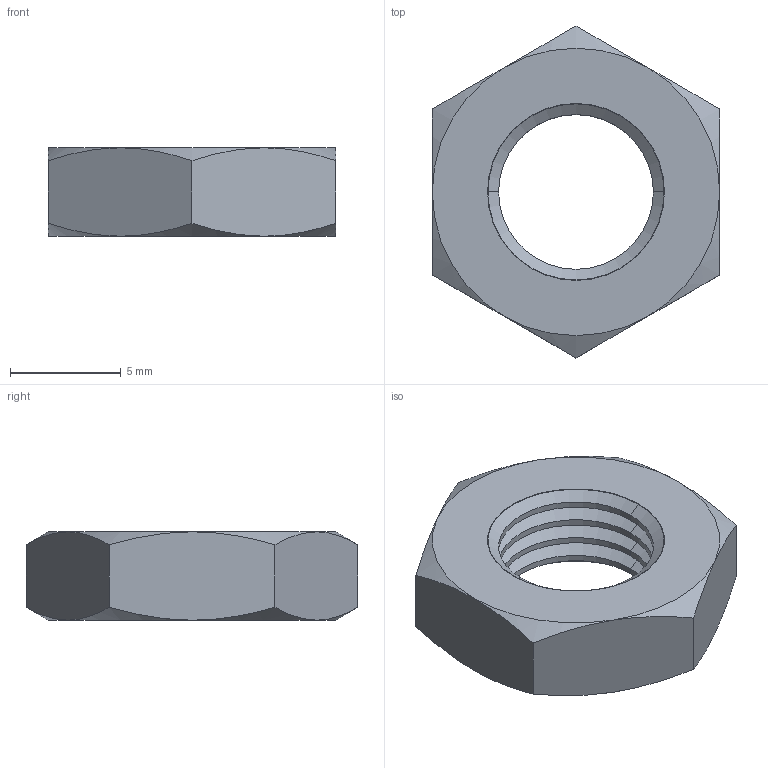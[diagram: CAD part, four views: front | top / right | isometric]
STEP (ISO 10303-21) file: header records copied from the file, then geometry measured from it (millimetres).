
FILE_DESCRIPTION (( 'STEP AP203' ), '1' );
FILE_NAME ('DIN439 M8.STEP', '2025-04-04T05:50:24', ( '' ), ( '' ), 'SwSTEP 2.0', 'SolidWorks 2021', '' );
FILE_SCHEMA (( 'CONFIG_CONTROL_DESIGN' ));
Length unit declared in the file: millimetre
Products named in the file (1): DIN439 M8
Bounding box: 13 x 15.01 x 4 mm (x, y, z)
Volume: 410 mm3; surface area: 500.7 mm2
Topology: 1 solids, 1 shells, 50 faces, 104 edges, 56 vertices
Faces by surface type: cone 32, cylinder 10, plane 8
Entity records: 1461 total; most frequent: CARTESIAN_POINT 347, DIRECTION 226, ORIENTED_EDGE 208, EDGE_CURVE 104, AXIS2_PLACEMENT_3D 95, VERTEX_POINT 56, EDGE_LOOP 52, FACE_OUTER_BOUND 50
